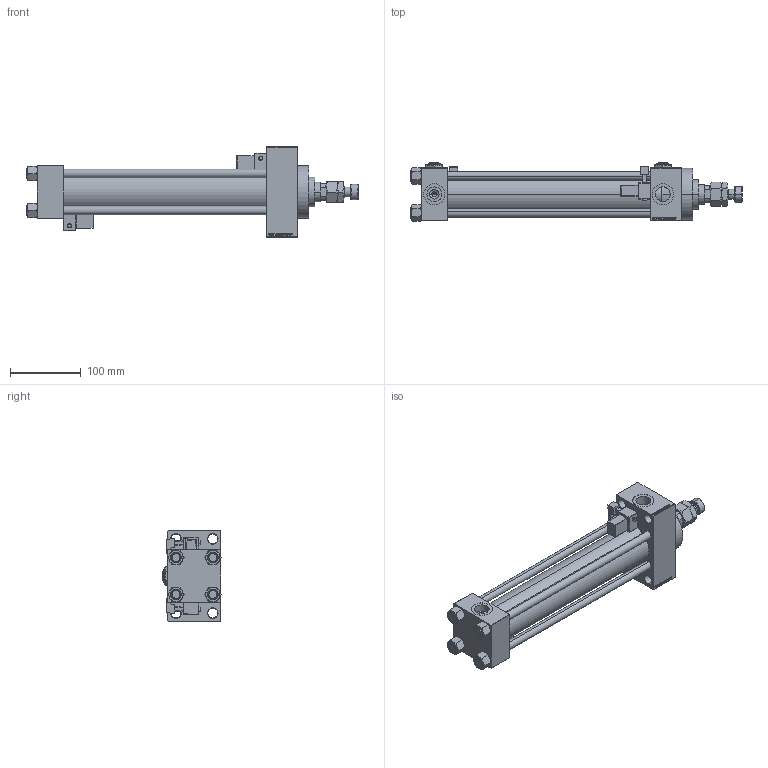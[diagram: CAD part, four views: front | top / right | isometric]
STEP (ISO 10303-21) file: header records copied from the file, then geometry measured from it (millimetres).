
FILE_DESCRIPTION (( 'STEP AP203' ), '1' );
FILE_NAME ('ea67.STEP', '2023-08-23T10:39:12', ( '' ), ( '' ), 'SwSTEP 2.0', 'SolidWorks 2019', '' );
FILE_SCHEMA (( 'CONFIG_CONTROL_DESIGN' ));
Length unit declared in the file: millimetre
Products named in the file (9): V215CR_MSU ffbd22b717211d75802d6d9f3fc72f82; V215CR_D_Body ffbd22b717211d75802d6d9f3fc72f82; V215_VC_A ffbd22b717211d75802d6d9f3fc72f82; V215CR_D_TYCINKA ffbd22b717211d75802d6d9f3fc72f82; ea67; NUT_M5_D ffbd22b717211d75802d6d9f3fc72f82; MFA ffbd22b717211d75802d6d9f3fc72f82; V215CR_VCP_D ffbd22b717211d75802d6d9f3fc72f82; Zatka_pro_OIL_PORT ffbd22b717211d75802d6d9f3fc72f82
Assembly tree (16 placements, depth 2):
  ea67
    V215CR_D_Body ffbd22b717211d75802d6d9f3fc72f82
    V215CR_VCP_D ffbd22b717211d75802d6d9f3fc72f82
    NUT_M5_D ffbd22b717211d75802d6d9f3fc72f82  x4
    V215CR_D_TYCINKA ffbd22b717211d75802d6d9f3fc72f82  x4
    V215_VC_A ffbd22b717211d75802d6d9f3fc72f82
    MFA ffbd22b717211d75802d6d9f3fc72f82
    V215CR_MSU ffbd22b717211d75802d6d9f3fc72f82  x2
    Zatka_pro_OIL_PORT ffbd22b717211d75802d6d9f3fc72f82  x2
Bounding box: 470 x 82.27 x 128 mm (x, y, z)
Volume: 1228164.8 mm3; surface area: 324207.7 mm2
Topology: 16 solids, 16 shells, 1410 faces, 3450 edges, 2174 vertices
Faces by surface type: plane 619, bspline 368, cone 212, cylinder 163, torus 24, sphere 24
Entity records: 53176 total; most frequent: CARTESIAN_POINT 26634, ORIENTED_EDGE 5818, DIRECTION 4041, EDGE_CURVE 2909, VERTEX_POINT 1876, LINE 1671, VECTOR 1671, EDGE_LOOP 1315
